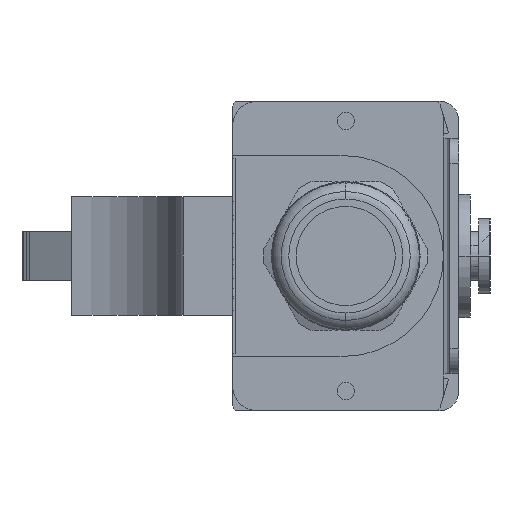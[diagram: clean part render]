
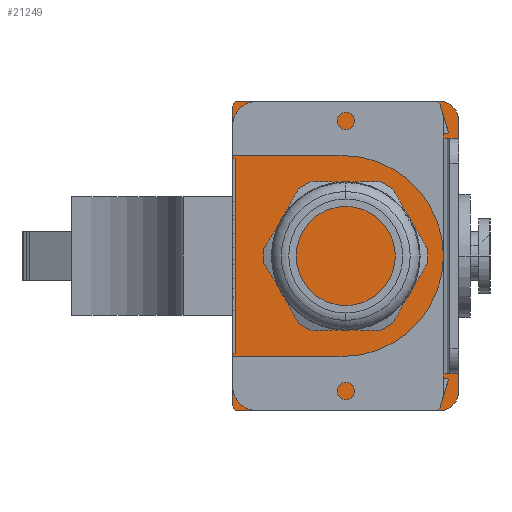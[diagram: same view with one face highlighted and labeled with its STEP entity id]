
A CAD part, left-side view. The second image highlights one B-rep face of the part: STEP entity #21249.
In plain terms, the highlighted planar face has unit normal (-1, 0, 0).
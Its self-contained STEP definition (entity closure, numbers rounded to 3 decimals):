
#1=DIRECTION('',(0.,-1.,0.));
#2=VECTOR('',#1,40.6);
#3=CARTESIAN_POINT('',(0.,44.6,31.25));
#4=LINE('',#3,#2);
#5=CARTESIAN_POINT('',(0.,4.,27.25));
#6=DIRECTION('',(1.,0.,0.));
#7=DIRECTION('',(0.,0.,1.));
#8=AXIS2_PLACEMENT_3D('',#5,#6,#7);
#10=DIRECTION('',(0.,0.,-1.));
#11=VECTOR('',#10,54.5);
#12=CARTESIAN_POINT('',(0.,0.,27.25));
#13=LINE('',#12,#11);
#14=CARTESIAN_POINT('',(0.,4.,-27.25));
#15=DIRECTION('',(1.,0.,0.));
#16=DIRECTION('',(0.,-1.,0.));
#17=AXIS2_PLACEMENT_3D('',#14,#15,#16);
#19=DIRECTION('',(0.,1.,0.));
#20=VECTOR('',#19,40.6);
#21=CARTESIAN_POINT('',(0.,4.,-31.25));
#22=LINE('',#21,#20);
#23=DIRECTION('',(0.,0.,1.));
#24=VECTOR('',#23,10.6);
#25=CARTESIAN_POINT('',(0.,45.6,-30.25));
#26=LINE('',#25,#24);
#27=DIRECTION('',(0.,-1.,0.));
#28=VECTOR('',#27,0.5);
#29=CARTESIAN_POINT('',(0.,45.6,-19.65));
#30=LINE('',#29,#28);
#31=DIRECTION('',(0.,0.,-1.));
#32=VECTOR('',#31,39.3);
#33=CARTESIAN_POINT('',(0.,45.1,19.65));
#34=LINE('',#33,#32);
#35=DIRECTION('',(0.,-1.,0.));
#36=VECTOR('',#35,0.5);
#37=CARTESIAN_POINT('',(0.,45.6,19.65));
#38=LINE('',#37,#36);
#39=DIRECTION('',(0.,0.,1.));
#40=VECTOR('',#39,10.6);
#41=CARTESIAN_POINT('',(0.,45.6,19.65));
#42=LINE('',#41,#40);
#56=CARTESIAN_POINT('',(0.,44.6,30.25));
#57=DIRECTION('',(-1.,0.,0.));
#58=DIRECTION('',(0.,0.,1.));
#59=AXIS2_PLACEMENT_3D('',#56,#57,#58);
#15426=CARTESIAN_POINT('',(0.,44.6,-30.25));
#15427=DIRECTION('',(-1.,0.,0.));
#15428=DIRECTION('',(0.,1.,0.));
#15429=AXIS2_PLACEMENT_3D('',#15426,#15427,#15428);
#16234=CARTESIAN_POINT('',(0.,4.,31.25));
#16235=CARTESIAN_POINT('',(0.,0.,27.25));
#16236=VERTEX_POINT('',#16234);
#16237=VERTEX_POINT('',#16235);
#16238=CARTESIAN_POINT('',(0.,0.,-27.25));
#16239=VERTEX_POINT('',#16238);
#16240=CARTESIAN_POINT('',(0.,4.,-31.25));
#16241=VERTEX_POINT('',#16240);
#16254=CARTESIAN_POINT('',(0.,45.1,19.65));
#16255=CARTESIAN_POINT('',(0.,45.1,-19.65));
#16256=VERTEX_POINT('',#16254);
#16257=VERTEX_POINT('',#16255);
#16258=CARTESIAN_POINT('',(0.,45.6,19.65));
#16259=VERTEX_POINT('',#16258);
#16260=CARTESIAN_POINT('',(0.,45.6,-19.65));
#16261=VERTEX_POINT('',#16260);
#18019=CARTESIAN_POINT('',(0.,45.6,30.25));
#18021=VERTEX_POINT('',#18019);
#18024=CARTESIAN_POINT('',(0.,44.6,31.25));
#18025=VERTEX_POINT('',#18024);
#18027=CARTESIAN_POINT('',(0.,44.6,-31.25));
#18029=VERTEX_POINT('',#18027);
#18032=CARTESIAN_POINT('',(0.,45.6,-30.25));
#18033=VERTEX_POINT('',#18032);
#21218=CARTESIAN_POINT('',(0.,0.,0.));
#21219=DIRECTION('',(1.,0.,0.));
#21220=DIRECTION('',(0.,0.,-1.));
#21221=AXIS2_PLACEMENT_3D('',#21218,#21219,#21220);
#21222=PLANE('',#21221);
#21224=ORIENTED_EDGE('',*,*,#21223,.F.);
#21226=ORIENTED_EDGE('',*,*,#21225,.T.);
#21228=ORIENTED_EDGE('',*,*,#21227,.T.);
#21230=ORIENTED_EDGE('',*,*,#21229,.T.);
#21232=ORIENTED_EDGE('',*,*,#21231,.T.);
#21234=ORIENTED_EDGE('',*,*,#21233,.T.);
#21236=ORIENTED_EDGE('',*,*,#21235,.F.);
#21238=ORIENTED_EDGE('',*,*,#21237,.T.);
#21240=ORIENTED_EDGE('',*,*,#21239,.T.);
#21242=ORIENTED_EDGE('',*,*,#21241,.F.);
#21244=ORIENTED_EDGE('',*,*,#21243,.F.);
#21246=ORIENTED_EDGE('',*,*,#21245,.T.);
#21247=EDGE_LOOP('',(#21224,#21226,#21228,#21230,#21232,#21234,#21236,#21238,
#21240,#21242,#21244,#21246));
#21248=FACE_OUTER_BOUND('',#21247,.F.);
#21249=ADVANCED_FACE('',(#21248),#21222,.F.);
#9=CIRCLE('',#8,4.);
#18=CIRCLE('',#17,4.);
#60=CIRCLE('',#59,1.);
#15430=CIRCLE('',#15429,1.);
#21223=EDGE_CURVE('',#18025,#18021,#60,.T.);
#21225=EDGE_CURVE('',#18025,#16236,#4,.T.);
#21227=EDGE_CURVE('',#16236,#16237,#9,.T.);
#21229=EDGE_CURVE('',#16237,#16239,#13,.T.);
#21231=EDGE_CURVE('',#16239,#16241,#18,.T.);
#21233=EDGE_CURVE('',#16241,#18029,#22,.T.);
#21235=EDGE_CURVE('',#18033,#18029,#15430,.T.);
#21237=EDGE_CURVE('',#18033,#16261,#26,.T.);
#21239=EDGE_CURVE('',#16261,#16257,#30,.T.);
#21241=EDGE_CURVE('',#16256,#16257,#34,.T.);
#21243=EDGE_CURVE('',#16259,#16256,#38,.T.);
#21245=EDGE_CURVE('',#16259,#18021,#42,.T.);
